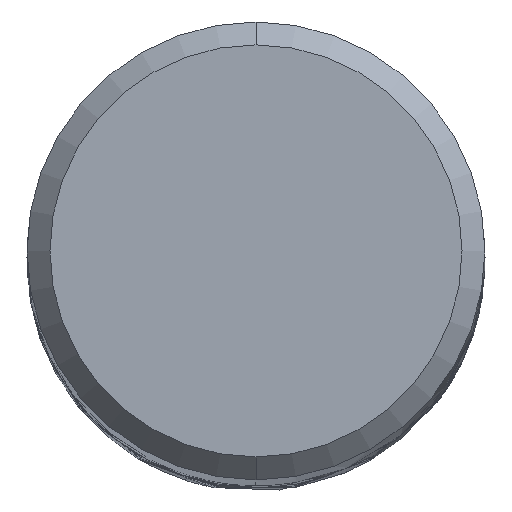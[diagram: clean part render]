
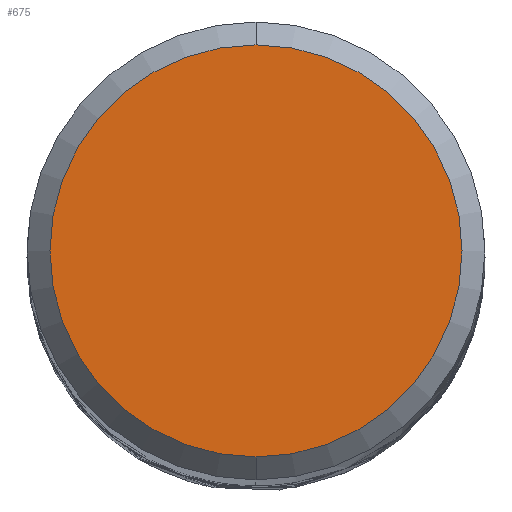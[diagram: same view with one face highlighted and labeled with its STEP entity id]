
A CAD part, top view. The second image highlights one B-rep face of the part: STEP entity #675.
In plain terms, the highlighted planar face has unit normal (0, 0, 1).
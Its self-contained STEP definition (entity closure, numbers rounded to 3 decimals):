
#451=VERTEX_POINT('',#1061);
#521=VERTEX_POINT('',#1136);
#625=EDGE_CURVE('',#521,#451,#1250,.T.);
#675=ADVANCED_FACE('',(#1305),#1306,.T.);
#719=EDGE_CURVE('',#451,#521,#1354,.T.);
#1061=CARTESIAN_POINT('',(0.0,3.6,0.0));
#1136=CARTESIAN_POINT('',(0.,-3.6,0.0));
#1250=CIRCLE('',#3924,3.6);
#1305=FACE_OUTER_BOUND('',#5290,.T.);
#1306=PLANE('',#5291);
#1354=CIRCLE('',#5532,3.6);
#3924=AXIS2_PLACEMENT_3D('',#9437,#9438,#9439);
#5290=EDGE_LOOP('',(#9493,#9494));
#5291=AXIS2_PLACEMENT_3D('',#9495,#9496,#9497);
#5532=AXIS2_PLACEMENT_3D('',#9541,#9542,#9543);
#9437=CARTESIAN_POINT('',(0.0,0.0,0.0));
#9438=DIRECTION('',(0.0,0.0,-1.0));
#9439=DIRECTION('',(0.0,1.0,0.0));
#9493=ORIENTED_EDGE('',*,*,#719,.F.);
#9494=ORIENTED_EDGE('',*,*,#625,.F.);
#9495=CARTESIAN_POINT('',(0.0,1.8,0.0));
#9496=DIRECTION('',(-0.0,0.0,1.0));
#9497=DIRECTION('',(0.0,-1.0,0.0));
#9541=CARTESIAN_POINT('',(0.0,0.0,0.0));
#9542=DIRECTION('',(0.0,0.0,-1.0));
#9543=DIRECTION('',(0.0,1.0,0.0));
